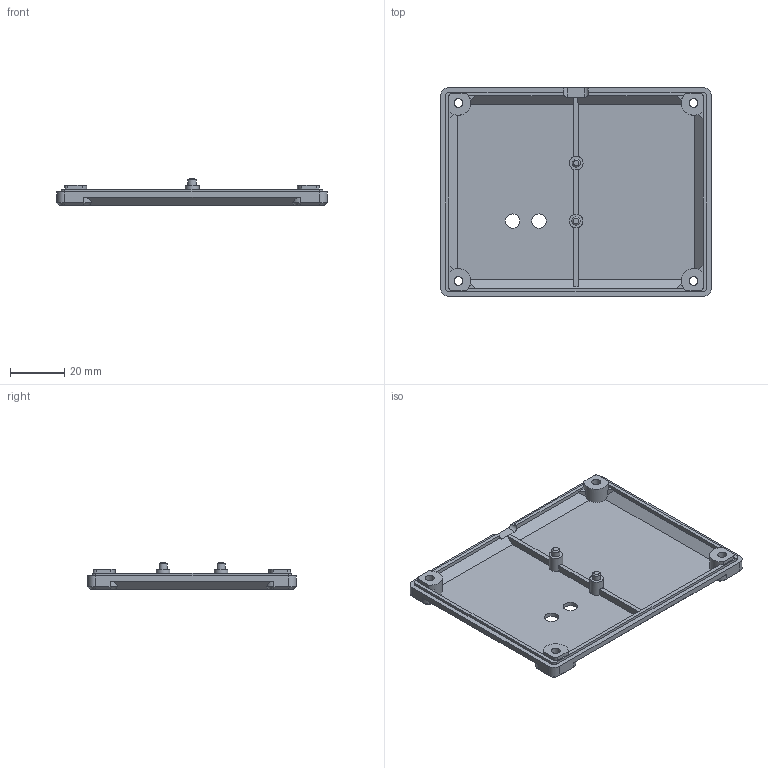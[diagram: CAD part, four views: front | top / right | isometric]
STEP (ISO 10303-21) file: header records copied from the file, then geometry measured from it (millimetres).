
FILE_DESCRIPTION(/* description */ (''),/* implementation_level */ '2;1');
FILE_NAME(/* name */ 'Enclosure_bottom.step',/* time_stamp */ '2023-11-06T11:52:21+02:00',/* author */ (''),/* organization */ (''),/* preprocessor_version */ 'ST-DEVELOPER v20',/* originating_system */ 'Autodesk Translation Framework v12.14.0.127',/* authorisation */ '');
FILE_SCHEMA (('AUTOMOTIVE_DESIGN { 1 0 10303 214 3 1 1 }'));
Length unit declared in the file: millimetre
Products named in the file (1): Enclosure_bottom
Bounding box: 99.5 x 76.7 x 9.9 mm (x, y, z)
Volume: 16437.9 mm3; surface area: 18734.8 mm2
Topology: 1 solids, 1 shells, 355 faces, 962 edges, 634 vertices
Faces by surface type: plane 176, bspline 113, cylinder 52, cone 14
Full cylindrical faces by diameter (mm): 3 x2, 3.2 x4, 5 x6, 5.3 x2
Entity records: 12254 total; most frequent: CARTESIAN_POINT 3889, ORIENTED_EDGE 1924, DIRECTION 1364, EDGE_CURVE 962, VERTEX_POINT 634, LINE 578, VECTOR 578, AXIS2_PLACEMENT_3D 393
